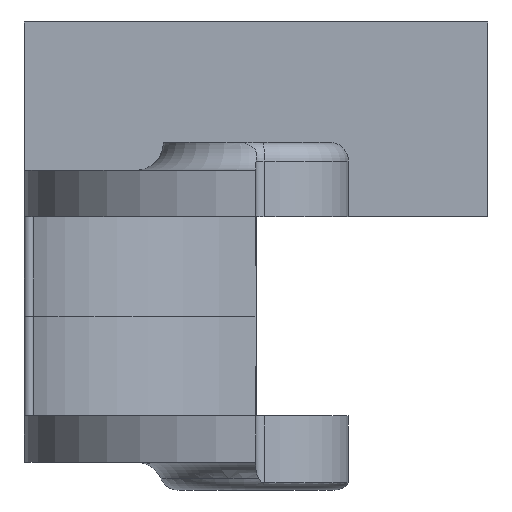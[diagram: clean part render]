
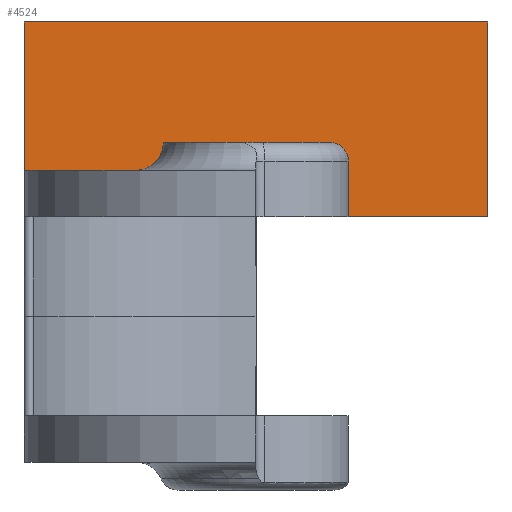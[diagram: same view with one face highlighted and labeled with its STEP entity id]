
A CAD part, front view. The second image highlights one B-rep face of the part: STEP entity #4524.
In plain terms, the highlighted planar face has unit normal (0, -1, 0).
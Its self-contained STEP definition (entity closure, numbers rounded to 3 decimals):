
#282=PLANE('',#5007);
#521=FACE_OUTER_BOUND('',#834,.T.);
#834=EDGE_LOOP('',(#3831,#3832,#3833,#3834,#3835,#3836));
#1033=LINE('',#7766,#1351);
#1079=LINE('',#8115,#1397);
#1091=LINE('',#8166,#1409);
#1145=LINE('',#8339,#1463);
#1155=LINE('',#8370,#1473);
#1157=LINE('',#8375,#1475);
#1351=VECTOR('',#5736,10.);
#1397=VECTOR('',#5920,10.);
#1409=VECTOR('',#5980,10.);
#1463=VECTOR('',#6170,10.);
#1473=VECTOR('',#6204,10.);
#1475=VECTOR('',#6210,10.);
#1963=VERTEX_POINT('',#7763);
#1964=VERTEX_POINT('',#7765);
#2019=VERTEX_POINT('',#8112);
#2020=VERTEX_POINT('',#8114);
#2086=VERTEX_POINT('',#8338);
#2095=VERTEX_POINT('',#8369);
#2470=EDGE_CURVE('',#1964,#1963,#1033,.T.);
#2559=EDGE_CURVE('',#2020,#2019,#1079,.T.);
#2584=EDGE_CURVE('',#2019,#1964,#1091,.T.);
#2667=EDGE_CURVE('',#2086,#2020,#1145,.T.);
#2683=EDGE_CURVE('',#2095,#2086,#1155,.T.);
#2686=EDGE_CURVE('',#1963,#2095,#1157,.T.);
#3831=ORIENTED_EDGE('',*,*,#2559,.T.);
#3832=ORIENTED_EDGE('',*,*,#2584,.T.);
#3833=ORIENTED_EDGE('',*,*,#2470,.T.);
#3834=ORIENTED_EDGE('',*,*,#2686,.T.);
#3835=ORIENTED_EDGE('',*,*,#2683,.T.);
#3836=ORIENTED_EDGE('',*,*,#2667,.T.);
#4524=ADVANCED_FACE('',(#521),#282,.F.);
#5007=AXIS2_PLACEMENT_3D('',#8374,#6208,#6209);
#5736=DIRECTION('',(1.,0.,0.));
#5920=DIRECTION('',(1.,0.,0.));
#5980=DIRECTION('',(0.,0.,-1.));
#6170=DIRECTION('',(0.,0.,-1.));
#6204=DIRECTION('',(-1.,0.,0.));
#6208=DIRECTION('center_axis',(0.,1.,0.));
#6209=DIRECTION('ref_axis',(-1.,0.,0.));
#6210=DIRECTION('',(0.,0.,1.));
#7763=CARTESIAN_POINT('',(25.,17.5,10.75));
#7765=CARTESIAN_POINT('',(0.,17.5,10.75));
#7766=CARTESIAN_POINT('',(25.,17.5,10.75));
#8112=CARTESIAN_POINT('',(0.,17.5,15.75));
#8114=CARTESIAN_POINT('',(-25.,17.5,15.75));
#8115=CARTESIAN_POINT('',(6.25,17.5,15.75));
#8166=CARTESIAN_POINT('',(0.,17.5,7.875));
#8338=CARTESIAN_POINT('',(-25.,17.5,31.75));
#8339=CARTESIAN_POINT('',(-25.,17.5,15.75));
#8369=CARTESIAN_POINT('',(25.,17.5,31.75));
#8370=CARTESIAN_POINT('',(25.,17.5,31.75));
#8374=CARTESIAN_POINT('Origin',(25.,17.5,15.75));
#8375=CARTESIAN_POINT('',(25.,17.5,15.75));
